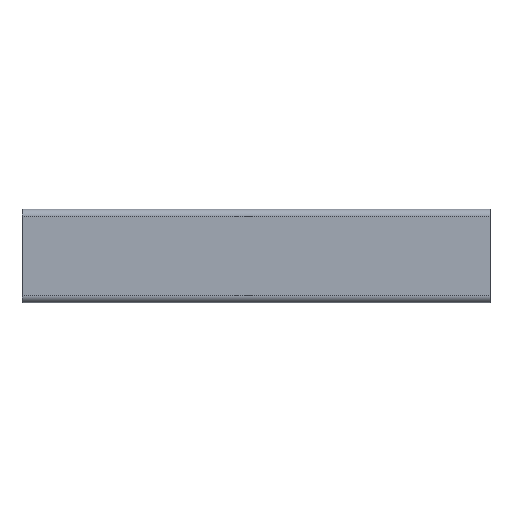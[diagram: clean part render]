
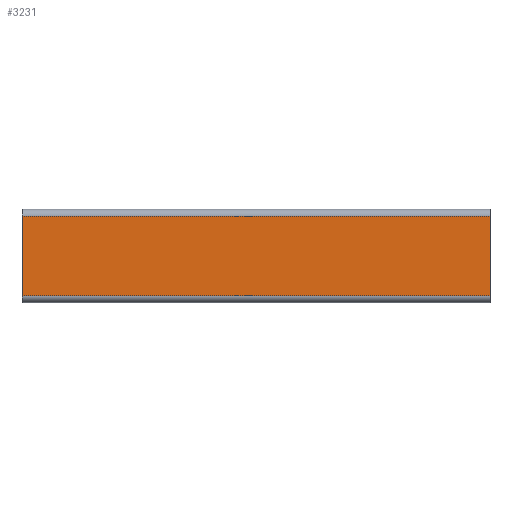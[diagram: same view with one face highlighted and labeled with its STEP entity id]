
A CAD part, left-side view. The second image highlights one B-rep face of the part: STEP entity #3231.
In plain terms, the highlighted planar face has unit normal (-1, 0, 0).
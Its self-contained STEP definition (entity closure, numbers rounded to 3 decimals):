
#83=PLANE('',#3443);
#221=FACE_OUTER_BOUND('',#383,.T.);
#383=EDGE_LOOP('',(#2457,#2458,#2459,#2460));
#674=LINE('',#4968,#1058);
#675=LINE('',#4972,#1059);
#676=LINE('',#4974,#1060);
#677=LINE('',#4975,#1061);
#1058=VECTOR('',#4020,200.);
#1059=VECTOR('',#4025,34.);
#1060=VECTOR('',#4026,200.);
#1061=VECTOR('',#4027,34.);
#1515=VERTEX_POINT('',#4965);
#1516=VERTEX_POINT('',#4967);
#1517=VERTEX_POINT('',#4971);
#1518=VERTEX_POINT('',#4973);
#1905=EDGE_CURVE('',#1516,#1515,#674,.T.);
#1907=EDGE_CURVE('',#1515,#1517,#675,.T.);
#1908=EDGE_CURVE('',#1517,#1518,#676,.T.);
#1909=EDGE_CURVE('',#1516,#1518,#677,.T.);
#2457=ORIENTED_EDGE('',*,*,#1907,.T.);
#2458=ORIENTED_EDGE('',*,*,#1908,.T.);
#2459=ORIENTED_EDGE('',*,*,#1909,.F.);
#2460=ORIENTED_EDGE('',*,*,#1905,.T.);
#3231=ADVANCED_FACE('',(#221),#83,.T.);
#3443=AXIS2_PLACEMENT_3D('',#4970,#4023,#4024);
#4020=DIRECTION('',(0.,1.,0.));
#4023=DIRECTION('center_axis',(-1.,0.,0.));
#4024=DIRECTION('ref_axis',(0.,0.,1.));
#4025=DIRECTION('',(0.,0.,-1.));
#4026=DIRECTION('',(0.,-1.,0.));
#4027=DIRECTION('',(0.,0.,-1.));
#4965=CARTESIAN_POINT('',(-20.,200.,17.));
#4967=CARTESIAN_POINT('',(-20.,0.,17.));
#4968=CARTESIAN_POINT('',(-20.,0.,17.));
#4970=CARTESIAN_POINT('Origin',(-20.,0.,-17.));
#4971=CARTESIAN_POINT('',(-20.,200.,-17.));
#4972=CARTESIAN_POINT('',(-20.,200.,-8.5));
#4973=CARTESIAN_POINT('',(-20.,0.,-17.));
#4974=CARTESIAN_POINT('',(-20.,0.,-17.));
#4975=CARTESIAN_POINT('',(-20.,0.,-8.5));
